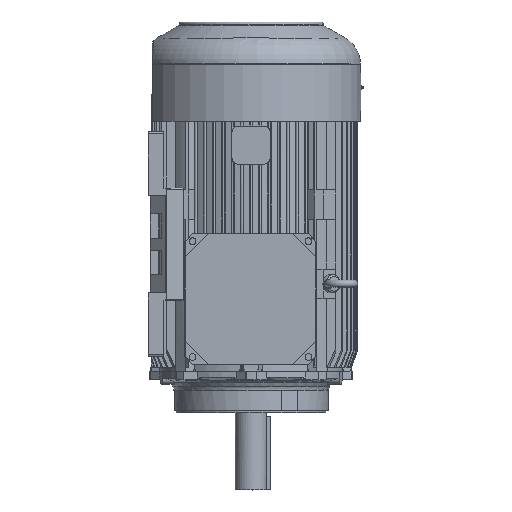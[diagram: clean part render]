
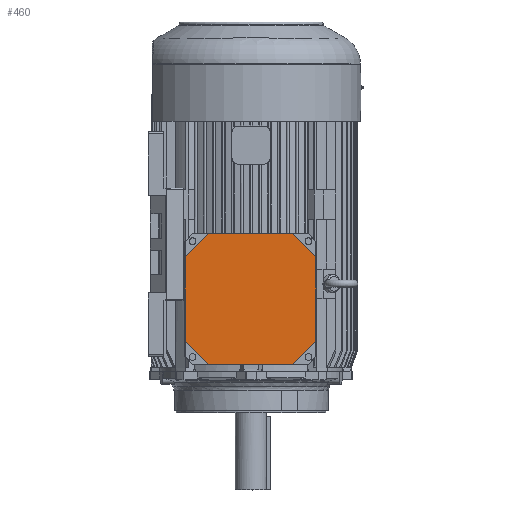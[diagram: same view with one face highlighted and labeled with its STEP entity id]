
A CAD part, top view. The second image highlights one B-rep face of the part: STEP entity #460.
In plain terms, the highlighted planar face has unit normal (0, 0, 1).
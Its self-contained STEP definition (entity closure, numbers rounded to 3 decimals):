
#460 = ADVANCED_FACE( '', ( #2195 ), #2196, .T. );
#2195 = FACE_OUTER_BOUND( '', #9875, .T. );
#2196 = PLANE( '', #9876 );
#9875 = EDGE_LOOP( '', ( #17454, #17455, #17456, #17457, #17458, #17459, #17460, #17461 ) );
#9876 = AXIS2_PLACEMENT_3D( '', #17462, #17463, #17464 );
#17454 = ORIENTED_EDGE( '', *, *, #26534, .T. );
#17455 = ORIENTED_EDGE( '', *, *, #26541, .T. );
#17456 = ORIENTED_EDGE( '', *, *, #26527, .T. );
#17457 = ORIENTED_EDGE( '', *, *, #26543, .T. );
#17458 = ORIENTED_EDGE( '', *, *, #25139, .T. );
#17459 = ORIENTED_EDGE( '', *, *, #26449, .T. );
#17460 = ORIENTED_EDGE( '', *, *, #26441, .T. );
#17461 = ORIENTED_EDGE( '', *, *, #26544, .T. );
#17462 = CARTESIAN_POINT( '', ( -179.078, 18.578, 489.5 ) );
#17463 = DIRECTION( '', ( 0., 0., 1. ) );
#17464 = DIRECTION( '', ( 0., 1., 0. ) );
#25139 = EDGE_CURVE( '', #29073, #29071, #29074, .T. );
#26441 = EDGE_CURVE( '', #31367, #31365, #31368, .T. );
#26449 = EDGE_CURVE( '', #29071, #31367, #31379, .T. );
#26527 = EDGE_CURVE( '', #31500, #31498, #31501, .T. );
#26534 = EDGE_CURVE( '', #31513, #31511, #31514, .T. );
#26541 = EDGE_CURVE( '', #31511, #31500, #31524, .T. );
#26543 = EDGE_CURVE( '', #31498, #29073, #31526, .T. );
#26544 = EDGE_CURVE( '', #31365, #31513, #31527, .T. );
#29071 = VERTEX_POINT( '', #35045 );
#29073 = VERTEX_POINT( '', #35048 );
#29074 = LINE( '', #35049, #35050 );
#31365 = VERTEX_POINT( '', #42352 );
#31367 = VERTEX_POINT( '', #42355 );
#31368 = LINE( '', #42356, #42357 );
#31379 = LINE( '', #42375, #42376 );
#31498 = VERTEX_POINT( '', #42707 );
#31500 = VERTEX_POINT( '', #42710 );
#31501 = LINE( '', #42711, #42712 );
#31511 = VERTEX_POINT( '', #42727 );
#31513 = VERTEX_POINT( '', #42730 );
#31514 = LINE( '', #42731, #42732 );
#31524 = LINE( '', #42746, #42747 );
#31526 = LINE( '', #42750, #42751 );
#31527 = LINE( '', #42752, #42753 );
#35045 = CARTESIAN_POINT( '', ( 175.922, 310.578, 489.5 ) );
#35048 = CARTESIAN_POINT( '', ( 175.922, 81.578, 489.5 ) );
#35049 = CARTESIAN_POINT( '', ( 175.922, 81.578, 489.5 ) );
#35050 = VECTOR( '', #50476, 1000. );
#42352 = CARTESIAN_POINT( '', ( -116.069, 373.587, 489.5 ) );
#42355 = CARTESIAN_POINT( '', ( 112.913, 373.587, 489.5 ) );
#42356 = CARTESIAN_POINT( '', ( 112.913, 373.587, 489.5 ) );
#42357 = VECTOR( '', #52341, 1000. );
#42375 = CARTESIAN_POINT( '', ( 175.922, 310.578, 489.5 ) );
#42376 = VECTOR( '', #52349, 1000. );
#42707 = CARTESIAN_POINT( '', ( 112.922, 18.578, 489.5 ) );
#42710 = CARTESIAN_POINT( '', ( -116.078, 18.578, 489.5 ) );
#42711 = CARTESIAN_POINT( '', ( 112.922, 18.578, 489.5 ) );
#42712 = VECTOR( '', #52419, 1000. );
#42727 = CARTESIAN_POINT( '', ( -179.078, 81.578, 489.5 ) );
#42730 = CARTESIAN_POINT( '', ( -179.078, 310.578, 489.5 ) );
#42731 = CARTESIAN_POINT( '', ( -179.078, 81.578, 489.5 ) );
#42732 = VECTOR( '', #52426, 1000. );
#42746 = CARTESIAN_POINT( '', ( -179.078, 81.578, 489.5 ) );
#42747 = VECTOR( '', #52437, 1000. );
#42750 = CARTESIAN_POINT( '', ( 175.922, 81.578, 489.5 ) );
#42751 = VECTOR( '', #52439, 1000. );
#42752 = CARTESIAN_POINT( '', ( -179.078, 310.578, 489.5 ) );
#42753 = VECTOR( '', #52440, 1000. );
#50476 = DIRECTION( '', ( 0., 1., 0. ) );
#52341 = DIRECTION( '', ( -1., 0., 0. ) );
#52349 = DIRECTION( '', ( -0.707, 0.707, 0. ) );
#52419 = DIRECTION( '', ( 1., 0., 0. ) );
#52426 = DIRECTION( '', ( 0., -1., 0. ) );
#52437 = DIRECTION( '', ( 0.707, -0.707, 0. ) );
#52439 = DIRECTION( '', ( 0.707, 0.707, 0. ) );
#52440 = DIRECTION( '', ( -0.707, -0.707, 0. ) );
